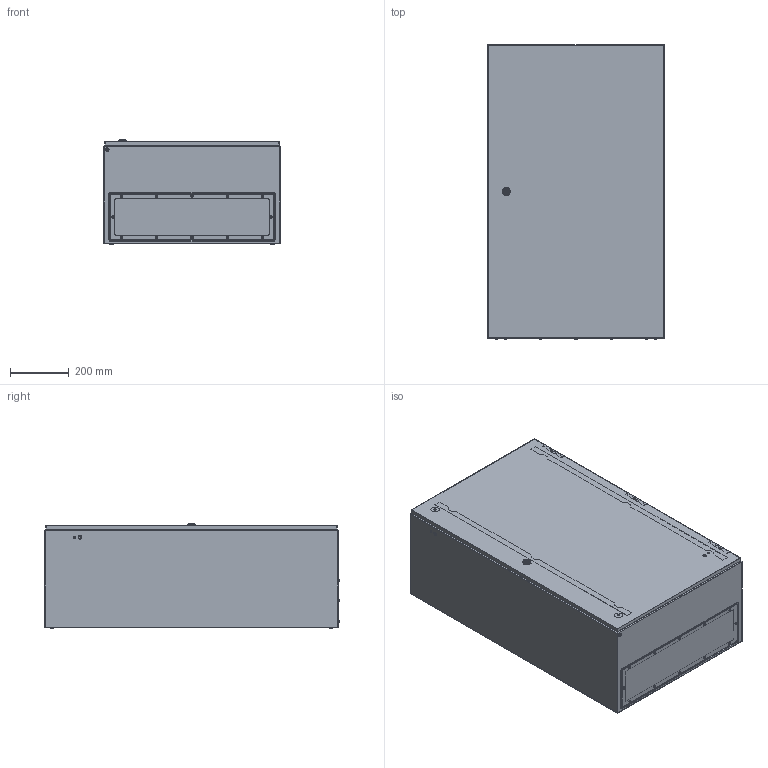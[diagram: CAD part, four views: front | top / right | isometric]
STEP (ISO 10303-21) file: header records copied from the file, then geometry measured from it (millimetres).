
FILE_DESCRIPTION (( 'STEP AP214' ), '1' );
FILE_NAME ('3331-6010-35-07.step', '2023-12-20T12:53:05', ( '' ), ( '' ), 'SwSTEP 2.0', 'SolidWorks 2019', '' );
FILE_SCHEMA (( 'AUTOMOTIVE_DESIGN' ));
Length unit declared in the file: millimetre
Products named in the file (5): Kabeleinfuehrungsplatte_wg_3080-7055-12-27; Korpus_wg_6010-35; Montageplattenbeipack_wg_6010; Tuer_wg_3331-6010-00-97; 3331-6010-35-07
Assembly tree (4 placements, depth 2):
  3331-6010-35-07
    Korpus_wg_6010-35
    Tuer_wg_3331-6010-00-97
    Kabeleinfuehrungsplatte_wg_3080-7055-12-27
    Montageplattenbeipack_wg_6010
Bounding box: 600 x 1003.1 x 357 mm (x, y, z)
Volume: 3694206.1 mm3; surface area: 5100297.2 mm2
Topology: 38 solids, 38 shells, 2022 faces, 5067 edges, 3253 vertices
Faces by surface type: plane 1071, cylinder 673, cone 210, torus 30, sphere 22, bspline 16
Entity records: 81185 total; most frequent: CARTESIAN_POINT 20983, DIRECTION 10377, ORIENTED_EDGE 10110, EDGE_CURVE 5055, AXIS2_PLACEMENT_3D 3781, VERTEX_POINT 3253, LINE 2815, VECTOR 2815
